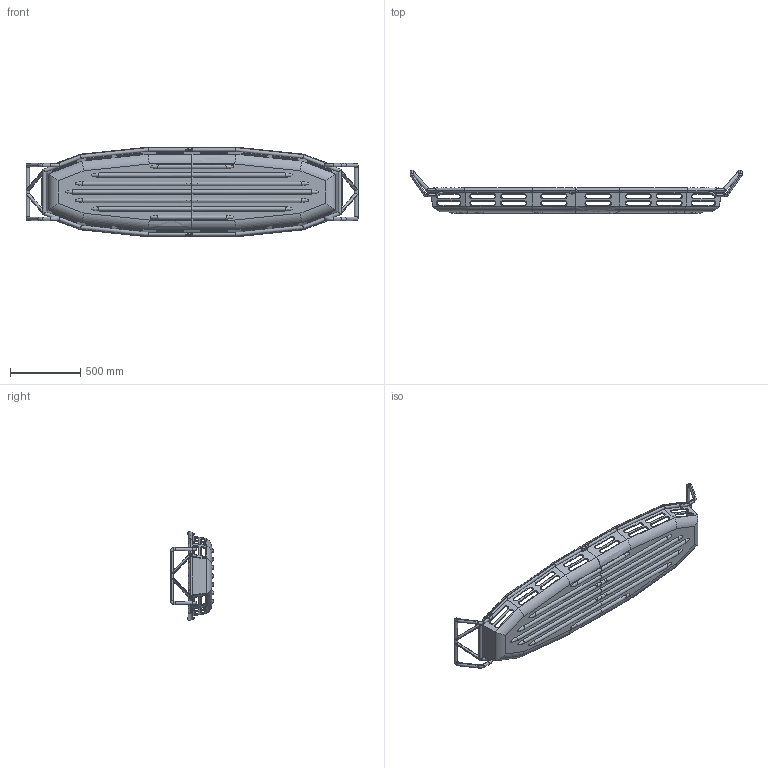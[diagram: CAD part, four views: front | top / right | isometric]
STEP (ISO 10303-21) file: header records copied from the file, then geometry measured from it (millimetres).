
FILE_DESCRIPTION (( 'STEP AP203' ), '1' );
FILE_NAME ('AssemblyFINAL.STEP', '2017-06-02T12:04:33', ( '' ), ( '' ), 'SwSTEP 2.0', 'SolidWorks 2015', '' );
FILE_SCHEMA (( 'CONFIG_CONTROL_DESIGN' ));
Length unit declared in the file: millimetre
Products named in the file (10): pan head cross recess screw_iso_ISO 7045 - M5 x 16 - Z --- 16N; Basket safety pin; Basket_v1-1_She-part; She_connector1; Basket Bottom-pin; He_connector1; framev4_She; AssemblyFINAL; Basket_v1-1; framev4_He
Assembly tree (16 placements, depth 2):
  AssemblyFINAL
    Basket_v1-1
    He_connector1  x2
    pan head cross recess screw_iso_ISO 7045 - M5 x 16 - Z --- 16N  x4
    Basket_v1-1_She-part
    She_connector1  x2
    framev4_He
    framev4_She
    Basket Bottom-pin  x2
    Basket safety pin  x2
Bounding box: 2356.98 x 310.9 x 637.4 mm (x, y, z)
Volume: 17803401.1 mm3; surface area: 4491112.7 mm2
Topology: 20 solids, 30 shells, 1864 faces, 4428 edges, 2554 vertices
Faces by surface type: cylinder 721, torus 357, bspline 342, plane 322, sphere 80, cone 42
Entity records: 73235 total; most frequent: CARTESIAN_POINT 40178, ORIENTED_EDGE 7060, DIRECTION 6334, EDGE_CURVE 3530, AXIS2_PLACEMENT_3D 2595, VERTEX_POINT 2080, EDGE_LOOP 1632, ADVANCED_FACE 1503
